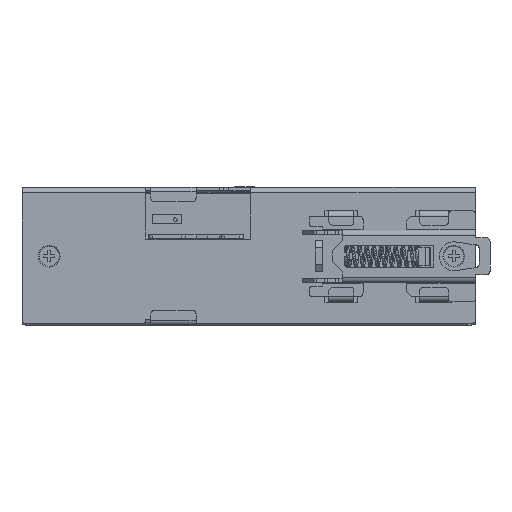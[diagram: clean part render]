
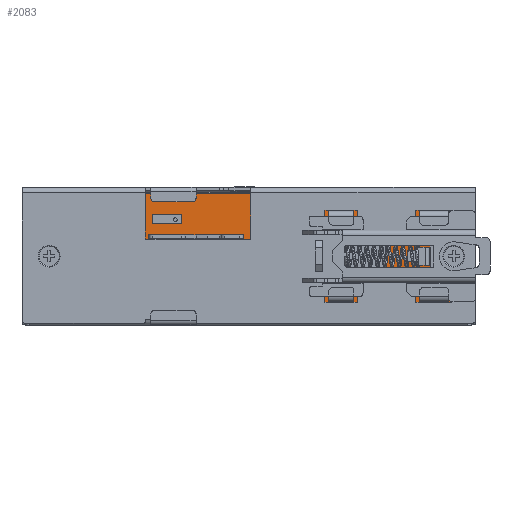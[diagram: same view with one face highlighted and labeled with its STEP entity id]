
A CAD part, left-side view. The second image highlights one B-rep face of the part: STEP entity #2083.
In plain terms, the highlighted planar face has unit normal (-1, 0, 0).
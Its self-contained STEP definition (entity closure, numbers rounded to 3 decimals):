
#321=DIRECTION('',(0.,-1.,0.));
#322=VECTOR('',#321,120.8);
#323=CARTESIAN_POINT('',(-54.3,60.4,2.));
#324=LINE('',#323,#322);
#762=CARTESIAN_POINT('',(-54.3,-56.5,19.));
#763=DIRECTION('',(-1.,0.,0.));
#764=DIRECTION('',(0.,0.,-1.));
#765=AXIS2_PLACEMENT_3D('',#762,#763,#764);
#767=CARTESIAN_POINT('',(-54.3,-56.5,19.));
#768=DIRECTION('',(-1.,0.,0.));
#769=DIRECTION('',(0.,0.,1.));
#770=AXIS2_PLACEMENT_3D('',#767,#768,#769);
#772=CARTESIAN_POINT('',(-54.3,55.,19.));
#773=DIRECTION('',(-1.,0.,0.));
#774=DIRECTION('',(0.,0.,-1.));
#775=AXIS2_PLACEMENT_3D('',#772,#773,#774);
#777=CARTESIAN_POINT('',(-54.3,55.,19.));
#778=DIRECTION('',(-1.,0.,0.));
#779=DIRECTION('',(0.,0.,1.));
#780=AXIS2_PLACEMENT_3D('',#777,#778,#779);
#782=DIRECTION('',(0.,-1.,0.));
#783=VECTOR('',#782,6.2);
#784=CARTESIAN_POINT('',(-54.3,39.7,6.7));
#785=LINE('',#784,#783);
#786=DIRECTION('',(0.,0.,1.));
#787=VECTOR('',#786,1.8);
#788=CARTESIAN_POINT('',(-54.3,39.7,4.9));
#789=LINE('',#788,#787);
#790=DIRECTION('',(0.,1.,0.));
#791=VECTOR('',#790,6.2);
#792=CARTESIAN_POINT('',(-54.3,33.5,4.9));
#793=LINE('',#792,#791);
#794=DIRECTION('',(0.,0.,-1.));
#795=VECTOR('',#794,1.8);
#796=CARTESIAN_POINT('',(-54.3,33.5,6.7));
#797=LINE('',#796,#795);
#798=DIRECTION('',(0.,-1.,0.));
#799=VECTOR('',#798,6.2);
#800=CARTESIAN_POINT('',(-54.3,-33.5,6.7));
#801=LINE('',#800,#799);
#802=DIRECTION('',(0.,0.,1.));
#803=VECTOR('',#802,1.8);
#804=CARTESIAN_POINT('',(-54.3,-33.5,4.9));
#805=LINE('',#804,#803);
#806=DIRECTION('',(0.,1.,0.));
#807=VECTOR('',#806,6.2);
#808=CARTESIAN_POINT('',(-54.3,-39.7,4.9));
#809=LINE('',#808,#807);
#810=DIRECTION('',(0.,0.,-1.));
#811=VECTOR('',#810,1.8);
#812=CARTESIAN_POINT('',(-54.3,-39.7,6.7));
#813=LINE('',#812,#811);
#814=CARTESIAN_POINT('',(-54.3,51.572,34.3));
#815=DIRECTION('',(-1.,0.,0.));
#816=DIRECTION('',(0.,0.,1.));
#817=AXIS2_PLACEMENT_3D('',#814,#815,#816);
#819=DIRECTION('',(0.,-1.,0.));
#820=VECTOR('',#819,103.143);
#821=CARTESIAN_POINT('',(-54.3,51.572,36.3));
#822=LINE('',#821,#820);
#823=CARTESIAN_POINT('',(-54.3,-51.572,34.3));
#824=DIRECTION('',(-1.,0.,0.));
#825=DIRECTION('',(0.,-0.707,0.707));
#826=AXIS2_PLACEMENT_3D('',#823,#824,#825);
#828=DIRECTION('',(0.,0.707,0.707));
#829=VECTOR('',#828,9.657);
#830=CARTESIAN_POINT('',(-54.3,-59.814,28.886));
#831=LINE('',#830,#829);
#832=CARTESIAN_POINT('',(-54.3,-58.4,27.472));
#833=DIRECTION('',(-1.,0.,0.));
#834=DIRECTION('',(0.,-1.,0.));
#835=AXIS2_PLACEMENT_3D('',#832,#833,#834);
#837=DIRECTION('',(0.,0.,1.));
#838=VECTOR('',#837,25.472);
#839=CARTESIAN_POINT('',(-54.3,-60.4,2.));
#840=LINE('',#839,#838);
#841=DIRECTION('',(0.,0.,1.));
#842=VECTOR('',#841,25.472);
#843=CARTESIAN_POINT('',(-54.3,60.4,2.));
#844=LINE('',#843,#842);
#845=CARTESIAN_POINT('',(-54.3,58.4,27.472));
#846=DIRECTION('',(-1.,0.,0.));
#847=DIRECTION('',(0.,0.707,0.707));
#848=AXIS2_PLACEMENT_3D('',#845,#846,#847);
#850=DIRECTION('',(0.,0.707,-0.707));
#851=VECTOR('',#850,9.657);
#852=CARTESIAN_POINT('',(-54.3,52.986,35.714));
#853=LINE('',#852,#851);
#854=CARTESIAN_POINT('',(-54.3,-4.05,19.1));
#855=DIRECTION('',(1.,0.,0.));
#856=DIRECTION('',(0.,1.,0.));
#857=AXIS2_PLACEMENT_3D('',#854,#855,#856);
#859=CARTESIAN_POINT('',(-54.3,-4.05,19.1));
#860=DIRECTION('',(1.,0.,0.));
#861=DIRECTION('',(0.,-1.,0.));
#862=AXIS2_PLACEMENT_3D('',#859,#860,#861);
#864=DIRECTION('',(0.,-1.,0.));
#865=VECTOR('',#864,8.);
#866=CARTESIAN_POINT('',(-54.3,26.4,30.5));
#867=LINE('',#866,#865);
#868=DIRECTION('',(0.,0.,1.));
#869=VECTOR('',#868,2.5);
#870=CARTESIAN_POINT('',(-54.3,26.4,28.));
#871=LINE('',#870,#869);
#872=DIRECTION('',(0.,1.,0.));
#873=VECTOR('',#872,8.);
#874=CARTESIAN_POINT('',(-54.3,18.4,28.));
#875=LINE('',#874,#873);
#876=DIRECTION('',(0.,0.,-1.));
#877=VECTOR('',#876,2.5);
#878=CARTESIAN_POINT('',(-54.3,18.4,30.5));
#879=LINE('',#878,#877);
#984=CARTESIAN_POINT('',(-54.3,-56.5,16.85));
#985=CARTESIAN_POINT('',(-54.3,-56.5,21.15));
#986=VERTEX_POINT('',#984);
#987=VERTEX_POINT('',#985);
#988=CARTESIAN_POINT('',(-54.3,55.,16.85));
#989=CARTESIAN_POINT('',(-54.3,55.,21.15));
#990=VERTEX_POINT('',#988);
#991=VERTEX_POINT('',#989);
#1008=CARTESIAN_POINT('',(-54.3,39.7,6.7));
#1009=CARTESIAN_POINT('',(-54.3,33.5,6.7));
#1010=VERTEX_POINT('',#1008);
#1011=VERTEX_POINT('',#1009);
#1012=CARTESIAN_POINT('',(-54.3,33.5,4.9));
#1013=VERTEX_POINT('',#1012);
#1014=CARTESIAN_POINT('',(-54.3,39.7,4.9));
#1015=VERTEX_POINT('',#1014);
#1016=CARTESIAN_POINT('',(-54.3,-33.5,6.7));
#1017=CARTESIAN_POINT('',(-54.3,-39.7,6.7));
#1018=VERTEX_POINT('',#1016);
#1019=VERTEX_POINT('',#1017);
#1020=CARTESIAN_POINT('',(-54.3,-39.7,4.9));
#1021=VERTEX_POINT('',#1020);
#1022=CARTESIAN_POINT('',(-54.3,-33.5,4.9));
#1023=VERTEX_POINT('',#1022);
#1040=CARTESIAN_POINT('',(-54.3,-0.8,19.1));
#1041=CARTESIAN_POINT('',(-54.3,-7.3,19.1));
#1042=VERTEX_POINT('',#1040);
#1043=VERTEX_POINT('',#1041);
#1136=CARTESIAN_POINT('',(-54.3,60.4,2.));
#1137=CARTESIAN_POINT('',(-54.3,-60.4,2.));
#1138=VERTEX_POINT('',#1136);
#1139=VERTEX_POINT('',#1137);
#1144=CARTESIAN_POINT('',(-54.3,51.572,36.3));
#1145=CARTESIAN_POINT('',(-54.3,52.986,35.714));
#1146=VERTEX_POINT('',#1144);
#1147=VERTEX_POINT('',#1145);
#1156=CARTESIAN_POINT('',(-54.3,59.814,28.886));
#1157=VERTEX_POINT('',#1156);
#1158=CARTESIAN_POINT('',(-54.3,60.4,27.472));
#1159=VERTEX_POINT('',#1158);
#1164=CARTESIAN_POINT('',(-54.3,-52.986,35.714));
#1165=VERTEX_POINT('',#1164);
#1166=CARTESIAN_POINT('',(-54.3,-51.572,36.3));
#1167=VERTEX_POINT('',#1166);
#1168=CARTESIAN_POINT('',(-54.3,-60.4,27.472));
#1169=CARTESIAN_POINT('',(-54.3,-59.814,28.886));
#1170=VERTEX_POINT('',#1168);
#1171=VERTEX_POINT('',#1169);
#1208=CARTESIAN_POINT('',(-54.3,26.4,30.5));
#1209=CARTESIAN_POINT('',(-54.3,18.4,30.5));
#1210=VERTEX_POINT('',#1208);
#1211=VERTEX_POINT('',#1209);
#1212=CARTESIAN_POINT('',(-54.3,18.4,28.));
#1213=VERTEX_POINT('',#1212);
#1214=CARTESIAN_POINT('',(-54.3,26.4,28.));
#1215=VERTEX_POINT('',#1214);
#2010=CARTESIAN_POINT('',(-54.3,-61.4,0.));
#2011=DIRECTION('',(-1.,0.,0.));
#2012=DIRECTION('',(0.,-1.,0.));
#2013=AXIS2_PLACEMENT_3D('',#2010,#2011,#2012);
#2014=PLANE('',#2013);
#2016=ORIENTED_EDGE('',*,*,#2015,.F.);
#2018=ORIENTED_EDGE('',*,*,#2017,.T.);
#2020=ORIENTED_EDGE('',*,*,#2019,.F.);
#2022=ORIENTED_EDGE('',*,*,#2021,.F.);
#2024=ORIENTED_EDGE('',*,*,#2023,.F.);
#2026=ORIENTED_EDGE('',*,*,#2025,.F.);
#2027=ORIENTED_EDGE('',*,*,#1404,.F.);
#2029=ORIENTED_EDGE('',*,*,#2028,.T.);
#2031=ORIENTED_EDGE('',*,*,#2030,.F.);
#2033=ORIENTED_EDGE('',*,*,#2032,.F.);
#2034=EDGE_LOOP('',(#2016,#2018,#2020,#2022,#2024,#2026,#2027,#2029,#2031,
#2033));
#2035=FACE_OUTER_BOUND('',#2034,.F.);
#2036=ORIENTED_EDGE('',*,*,#2000,.T.);
#2038=ORIENTED_EDGE('',*,*,#2037,.T.);
#2039=EDGE_LOOP('',(#2036,#2038));
#2040=FACE_BOUND('',#2039,.F.);
#2042=ORIENTED_EDGE('',*,*,#2041,.F.);
#2044=ORIENTED_EDGE('',*,*,#2043,.F.);
#2046=ORIENTED_EDGE('',*,*,#2045,.F.);
#2048=ORIENTED_EDGE('',*,*,#2047,.F.);
#2049=EDGE_LOOP('',(#2042,#2044,#2046,#2048));
#2050=FACE_BOUND('',#2049,.F.);
#2052=ORIENTED_EDGE('',*,*,#2051,.F.);
#2054=ORIENTED_EDGE('',*,*,#2053,.F.);
#2056=ORIENTED_EDGE('',*,*,#2055,.F.);
#2058=ORIENTED_EDGE('',*,*,#2057,.F.);
#2059=EDGE_LOOP('',(#2052,#2054,#2056,#2058));
#2060=FACE_BOUND('',#2059,.F.);
#2062=ORIENTED_EDGE('',*,*,#2061,.T.);
#2064=ORIENTED_EDGE('',*,*,#2063,.T.);
#2065=EDGE_LOOP('',(#2062,#2064));
#2066=FACE_BOUND('',#2065,.F.);
#2068=ORIENTED_EDGE('',*,*,#2067,.F.);
#2070=ORIENTED_EDGE('',*,*,#2069,.F.);
#2071=EDGE_LOOP('',(#2068,#2070));
#2072=FACE_BOUND('',#2071,.F.);
#2074=ORIENTED_EDGE('',*,*,#2073,.F.);
#2076=ORIENTED_EDGE('',*,*,#2075,.F.);
#2078=ORIENTED_EDGE('',*,*,#2077,.F.);
#2080=ORIENTED_EDGE('',*,*,#2079,.F.);
#2081=EDGE_LOOP('',(#2074,#2076,#2078,#2080));
#2082=FACE_BOUND('',#2081,.F.);
#2083=ADVANCED_FACE('',(#2035,#2040,#2050,#2060,#2066,#2072,#2082),#2014,.T.);
#766=CIRCLE('',#765,2.15);
#771=CIRCLE('',#770,2.15);
#776=CIRCLE('',#775,2.15);
#781=CIRCLE('',#780,2.15);
#818=CIRCLE('',#817,2.);
#827=CIRCLE('',#826,2.);
#836=CIRCLE('',#835,2.);
#849=CIRCLE('',#848,2.);
#858=CIRCLE('',#857,3.25);
#863=CIRCLE('',#862,3.25);
#1404=EDGE_CURVE('',#1138,#1139,#324,.T.);
#2000=EDGE_CURVE('',#990,#991,#776,.T.);
#2015=EDGE_CURVE('',#1146,#1147,#818,.T.);
#2017=EDGE_CURVE('',#1146,#1167,#822,.T.);
#2019=EDGE_CURVE('',#1165,#1167,#827,.T.);
#2021=EDGE_CURVE('',#1171,#1165,#831,.T.);
#2023=EDGE_CURVE('',#1170,#1171,#836,.T.);
#2025=EDGE_CURVE('',#1139,#1170,#840,.T.);
#2028=EDGE_CURVE('',#1138,#1159,#844,.T.);
#2030=EDGE_CURVE('',#1157,#1159,#849,.T.);
#2032=EDGE_CURVE('',#1147,#1157,#853,.T.);
#2037=EDGE_CURVE('',#991,#990,#781,.T.);
#2041=EDGE_CURVE('',#1010,#1011,#785,.T.);
#2043=EDGE_CURVE('',#1015,#1010,#789,.T.);
#2045=EDGE_CURVE('',#1013,#1015,#793,.T.);
#2047=EDGE_CURVE('',#1011,#1013,#797,.T.);
#2051=EDGE_CURVE('',#1018,#1019,#801,.T.);
#2053=EDGE_CURVE('',#1023,#1018,#805,.T.);
#2055=EDGE_CURVE('',#1021,#1023,#809,.T.);
#2057=EDGE_CURVE('',#1019,#1021,#813,.T.);
#2061=EDGE_CURVE('',#986,#987,#766,.T.);
#2063=EDGE_CURVE('',#987,#986,#771,.T.);
#2067=EDGE_CURVE('',#1042,#1043,#858,.T.);
#2069=EDGE_CURVE('',#1043,#1042,#863,.T.);
#2073=EDGE_CURVE('',#1210,#1211,#867,.T.);
#2075=EDGE_CURVE('',#1215,#1210,#871,.T.);
#2077=EDGE_CURVE('',#1213,#1215,#875,.T.);
#2079=EDGE_CURVE('',#1211,#1213,#879,.T.);
